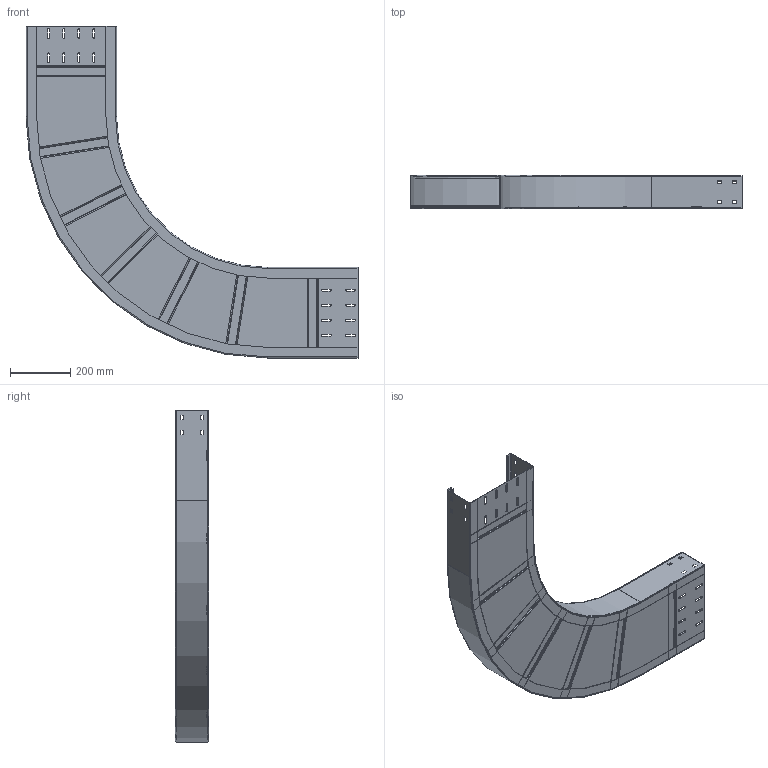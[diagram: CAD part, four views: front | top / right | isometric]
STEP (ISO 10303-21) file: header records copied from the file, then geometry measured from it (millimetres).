
FILE_DESCRIPTION((''),'2;1');
FILE_NAME('6098308_ASM','2012-12-17T',('AndreasKeweloh'),(''),'PRO/ENGINEER BY PARAMETRIC TECHNOLOGY CORPORATION, 2012230','PRO/ENGINEER BY PARAMETRIC TECHNOLOGY CORPORATION, 2012230','');
FILE_SCHEMA(('CONFIG_CONTROL_DESIGN'));
Length unit declared in the file: millimetre
Products named in the file (4): KTS_05_012-077_AU_ENHOLM_110_X_; KTS_05_012-076_INNENHOLM_110_X_; KTS_06_133-002; 6098308_ASM
Assembly tree (3 placements, depth 2):
  6098308_ASM
    KTS_05_012-077_AU_ENHOLM_110_X_
    KTS_05_012-076_INNENHOLM_110_X_
    KTS_06_133-002
Bounding box: 1100 x 110 x 1100 mm (x, y, z)
Volume: 1792663.6 mm3; surface area: 2056729.4 mm2
Topology: 3 solids, 3 shells, 524 faces, 1394 edges, 876 vertices
Faces by surface type: cylinder 238, plane 234, bspline 40, torus 12
Entity records: 17420 total; most frequent: CARTESIAN_POINT 3964, DIRECTION 2842, ORIENTED_EDGE 2788, EDGE_CURVE 1394, AXIS2_PLACEMENT_3D 1000, VERTEX_POINT 876, VECTOR 842, LINE 842
